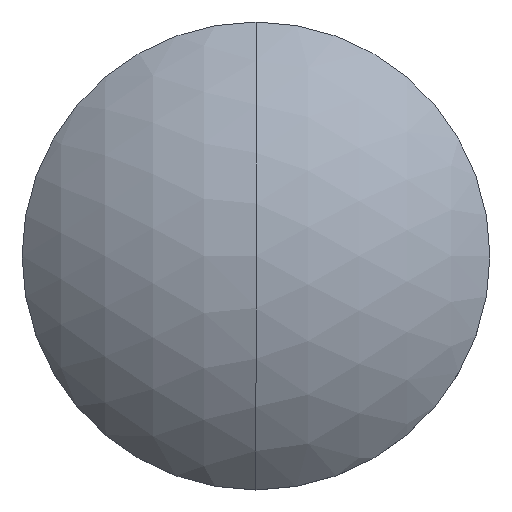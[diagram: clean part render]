
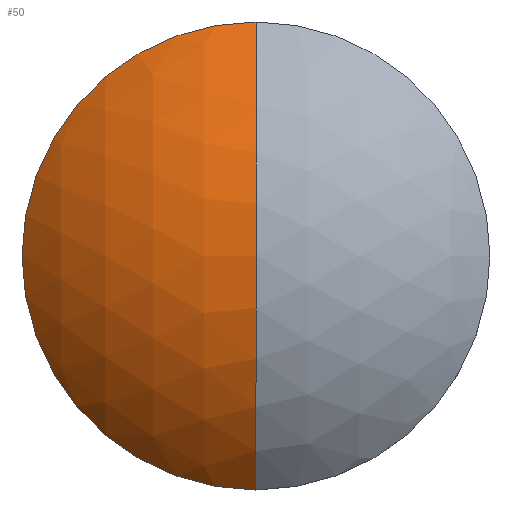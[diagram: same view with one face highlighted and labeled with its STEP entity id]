
A CAD part, top view. The second image highlights one B-rep face of the part: STEP entity #50.
In plain terms, the highlighted spherical face has radius 20.6 mm.
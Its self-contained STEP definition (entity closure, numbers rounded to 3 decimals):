
#2 = EDGE_CURVE ( 'NONE', #25, #13, #68, .T. ) ;
#4 = EDGE_LOOP ( 'NONE', ( #51, #11, #9, #10 ) ) ;
#9 = ORIENTED_EDGE ( 'NONE', *, *, #14, .T. ) ;
#10 = ORIENTED_EDGE ( 'NONE', *, *, #2, .F. ) ;
#11 = ORIENTED_EDGE ( 'NONE', *, *, #16, .T. ) ;
#12 = VERTEX_POINT ( 'NONE', #153 ) ;
#13 = VERTEX_POINT ( 'NONE', #152 ) ;
#14 = EDGE_CURVE ( 'NONE', #12, #13, #151, .T. ) ;
#16 = EDGE_CURVE ( 'NONE', #31, #12, #145, .T. ) ;
#25 = VERTEX_POINT ( 'NONE', #224 ) ;
#31 = VERTEX_POINT ( 'NONE', #85 ) ;
#44 = EDGE_CURVE ( 'NONE', #25, #31, #92, .T. ) ;
#50 = ADVANCED_FACE ( 'NONE', ( #231 ), #179, .T. ) ;
#51 = ORIENTED_EDGE ( 'NONE', *, *, #44, .T. ) ;
#68 = CIRCLE ( 'NONE', #72, 20.6 ) ;
#69 = DIRECTION ( 'NONE',  ( 1., 0., 0. ) ) ;
#70 = CARTESIAN_POINT ( 'NONE',  ( 0., 0., -16.115 ) ) ;
#72 = AXIS2_PLACEMENT_3D ( 'NONE', #70, #69, #115 ) ;
#85 = CARTESIAN_POINT ( 'NONE',  ( -15., 0., -1.996 ) ) ;
#91 = AXIS2_PLACEMENT_3D ( 'NONE', #245, #244, #243 ) ;
#92 = CIRCLE ( 'NONE', #91, 15. ) ;
#115 = DIRECTION ( 'NONE',  ( 0., 0., -1. ) ) ;
#141 = DIRECTION ( 'NONE',  ( 1., 0., 0. ) ) ;
#142 = DIRECTION ( 'NONE',  ( 0., 0., 1. ) ) ;
#143 = CARTESIAN_POINT ( 'NONE',  ( 0., 0., -1.996 ) ) ;
#144 = AXIS2_PLACEMENT_3D ( 'NONE', #143, #142, #141 ) ;
#145 = CIRCLE ( 'NONE', #144, 15. ) ;
#147 = DIRECTION ( 'NONE',  ( 0., -1., 0. ) ) ;
#148 = DIRECTION ( 'NONE',  ( -1., 0., 0. ) ) ;
#149 = CARTESIAN_POINT ( 'NONE',  ( 0., 0., -16.115 ) ) ;
#150 = AXIS2_PLACEMENT_3D ( 'NONE', #149, #148, #147 ) ;
#151 = CIRCLE ( 'NONE', #150, 20.6 ) ;
#152 = CARTESIAN_POINT ( 'NONE',  ( 0., 0., 4.485 ) ) ;
#153 = CARTESIAN_POINT ( 'NONE',  ( 0., -15., -1.996 ) ) ;
#175 = DIRECTION ( 'NONE',  ( 0., 1., 0. ) ) ;
#176 = DIRECTION ( 'NONE',  ( -1., 0., 0. ) ) ;
#177 = AXIS2_PLACEMENT_3D ( 'NONE', #178, #176, #175 ) ;
#178 = CARTESIAN_POINT ( 'NONE',  ( 0., 0., -16.115 ) ) ;
#179 = SPHERICAL_SURFACE ( 'NONE', #177, 20.6 ) ;
#224 = CARTESIAN_POINT ( 'NONE',  ( 0., 15., -1.996 ) ) ;
#231 = FACE_OUTER_BOUND ( 'NONE', #4, .T. ) ;
#243 = DIRECTION ( 'NONE',  ( 1., 0., 0. ) ) ;
#244 = DIRECTION ( 'NONE',  ( 0., 0., 1. ) ) ;
#245 = CARTESIAN_POINT ( 'NONE',  ( 0., 0., -1.996 ) ) ;
